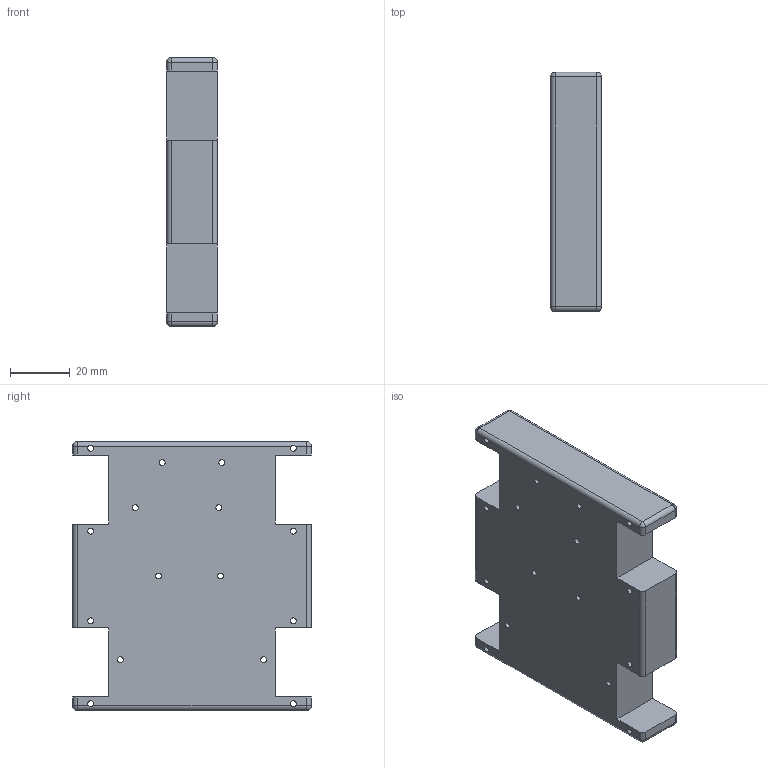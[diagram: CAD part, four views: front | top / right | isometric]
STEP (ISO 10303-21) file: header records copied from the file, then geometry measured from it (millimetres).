
FILE_DESCRIPTION (( 'STEP AP214' ), '1' );
FILE_NAME ('îñíîâàíèå.STEP', '2025-09-12T19:20:28', ( '' ), ( '' ), 'SwSTEP 2.0', 'SolidWorks 2024', '' );
FILE_SCHEMA (( 'AUTOMOTIVE_DESIGN' ));
Length unit declared in the file: millimetre
Products named in the file (1): основание
Bounding box: 17 x 80 x 90 mm (x, y, z)
Volume: 102271.4 mm3; surface area: 20825 mm2
Topology: 1 solids, 1 shells, 82 faces, 248 edges, 152 vertices
Faces by surface type: cylinder 52, plane 22, sphere 8
Entity records: 2871 total; most frequent: CARTESIAN_POINT 555, DIRECTION 494, ORIENTED_EDGE 480, EDGE_CURVE 240, AXIS2_PLACEMENT_3D 187, VERTEX_POINT 152, LINE 120, VECTOR 120
